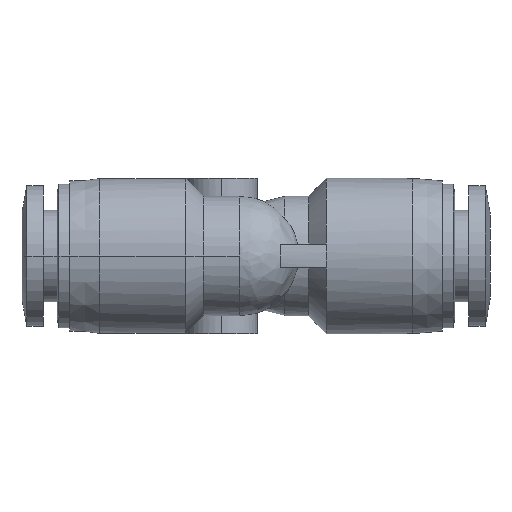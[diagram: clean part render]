
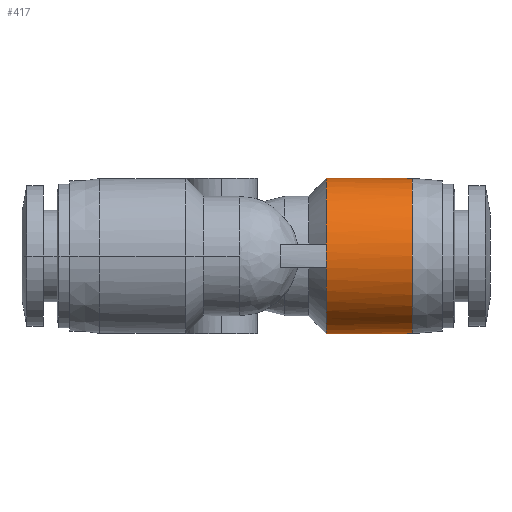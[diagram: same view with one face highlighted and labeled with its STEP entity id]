
A CAD part, left-side view. The second image highlights one B-rep face of the part: STEP entity #417.
In plain terms, the highlighted cylindrical face has radius 6.5 mm (diameter 13 mm), a partial arc.
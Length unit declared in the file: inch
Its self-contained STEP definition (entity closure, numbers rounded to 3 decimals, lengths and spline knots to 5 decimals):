
#89 = VECTOR ( 'NONE', #2901, 39.37008 ) ;
#197 = DIRECTION ( 'NONE',  ( -1., 0., 0. ) ) ;
#239 = CARTESIAN_POINT ( 'NONE',  ( 0., 0.14173, 0.25591 ) ) ;
#340 = CARTESIAN_POINT ( 'NONE',  ( 0., 0.28346, 0. ) ) ;
#417 = ADVANCED_FACE ( 'NONE', ( #2083 ), #1893, .T. ) ;
#430 = VERTEX_POINT ( 'NONE', #456 ) ;
#456 = CARTESIAN_POINT ( 'NONE',  ( 0., 0.28346, -0.25591 ) ) ;
#550 = CARTESIAN_POINT ( 'NONE',  ( -0.25692, 0.28346, 0.0133 ) ) ;
#696 = EDGE_CURVE ( 'NONE', #4493, #430, #1454, .T. ) ;
#796 = DIRECTION ( 'NONE',  ( 0., 0., 1. ) ) ;
#913 = VECTOR ( 'NONE', #2566, 39.37008 ) ;
#979 = CARTESIAN_POINT ( 'NONE',  ( 0., 0., 0.25591 ) ) ;
#984 = CARTESIAN_POINT ( 'NONE',  ( -0.25286, 0.28346, 0.03937 ) ) ;
#1128 = ORIENTED_EDGE ( 'NONE', *, *, #3300, .F. ) ;
#1157 = AXIS2_PLACEMENT_3D ( 'NONE', #340, #3455, #796 ) ;
#1269 = LINE ( 'NONE', #239, #89 ) ;
#1437 = CARTESIAN_POINT ( 'NONE',  ( -0.25286, 0.28346, -0.03937 ) ) ;
#1454 = CIRCLE ( 'NONE', #2980, 0.25591 ) ;
#1592 = EDGE_CURVE ( 'NONE', #3193, #4493, #1991, .T. ) ;
#1617 = ORIENTED_EDGE ( 'NONE', *, *, #3219, .T. ) ;
#1820 = DIRECTION ( 'NONE',  ( 0., 0., 1. ) ) ;
#1893 = CYLINDRICAL_SURFACE ( 'NONE', #4009, 0.25591 ) ;
#1991 = B_SPLINE_CURVE_WITH_KNOTS ( 'NONE', 3,
 ( #984, #550, #3188, #1437 ),
 .UNSPECIFIED., .F., .F.,
 ( 4, 4 ),
 ( 0., 0.00201 ),
 .UNSPECIFIED. ) ;
#2066 = EDGE_CURVE ( 'NONE', #4605, #2116, #2486, .T. ) ;
#2083 = FACE_OUTER_BOUND ( 'NONE', #5063, .T. ) ;
#2116 = VERTEX_POINT ( 'NONE', #4726 ) ;
#2142 = CARTESIAN_POINT ( 'NONE',  ( 0., 0.14173, -0.25591 ) ) ;
#2252 = DIRECTION ( 'NONE',  ( 0., 1., 0. ) ) ;
#2389 = CIRCLE ( 'NONE', #1157, 0.25591 ) ;
#2486 = CIRCLE ( 'NONE', #2911, 0.25591 ) ;
#2566 = DIRECTION ( 'NONE',  ( 0., 1., 0. ) ) ;
#2853 = DIRECTION ( 'NONE',  ( 0., -1., 0. ) ) ;
#2901 = DIRECTION ( 'NONE',  ( 0., 1., 0. ) ) ;
#2911 = AXIS2_PLACEMENT_3D ( 'NONE', #5571, #2853, #197 ) ;
#2980 = AXIS2_PLACEMENT_3D ( 'NONE', #4782, #4760, #4722 ) ;
#3188 = CARTESIAN_POINT ( 'NONE',  ( -0.25692, 0.28346, -0.0133 ) ) ;
#3193 = VERTEX_POINT ( 'NONE', #3880 ) ;
#3219 = EDGE_CURVE ( 'NONE', #5161, #3193, #2389, .T. ) ;
#3261 = ORIENTED_EDGE ( 'NONE', *, *, #4096, .T. ) ;
#3300 = EDGE_CURVE ( 'NONE', #2116, #430, #5683, .T. ) ;
#3455 = DIRECTION ( 'NONE',  ( 0., -1., 0. ) ) ;
#3880 = CARTESIAN_POINT ( 'NONE',  ( -0.25286, 0.28346, 0.03937 ) ) ;
#4009 = AXIS2_PLACEMENT_3D ( 'NONE', #4503, #2252, #1820 ) ;
#4063 = CARTESIAN_POINT ( 'NONE',  ( -0.25286, 0.28346, -0.03937 ) ) ;
#4096 = EDGE_CURVE ( 'NONE', #4605, #5161, #1269, .T. ) ;
#4493 = VERTEX_POINT ( 'NONE', #4063 ) ;
#4503 = CARTESIAN_POINT ( 'NONE',  ( 0., 0.14173, 0. ) ) ;
#4526 = ORIENTED_EDGE ( 'NONE', *, *, #2066, .F. ) ;
#4605 = VERTEX_POINT ( 'NONE', #979 ) ;
#4722 = DIRECTION ( 'NONE',  ( 0., 0., 1. ) ) ;
#4726 = CARTESIAN_POINT ( 'NONE',  ( 0., 0., -0.25591 ) ) ;
#4760 = DIRECTION ( 'NONE',  ( 0., -1., 0. ) ) ;
#4782 = CARTESIAN_POINT ( 'NONE',  ( 0., 0.28346, 0. ) ) ;
#4978 = ORIENTED_EDGE ( 'NONE', *, *, #1592, .T. ) ;
#5063 = EDGE_LOOP ( 'NONE', ( #1128, #4526, #3261, #1617, #4978, #5089 ) ) ;
#5089 = ORIENTED_EDGE ( 'NONE', *, *, #696, .T. ) ;
#5161 = VERTEX_POINT ( 'NONE', #5485 ) ;
#5485 = CARTESIAN_POINT ( 'NONE',  ( 0., 0.28346, 0.25591 ) ) ;
#5571 = CARTESIAN_POINT ( 'NONE',  ( 0., 0., 0. ) ) ;
#5683 = LINE ( 'NONE', #2142, #913 ) ;
